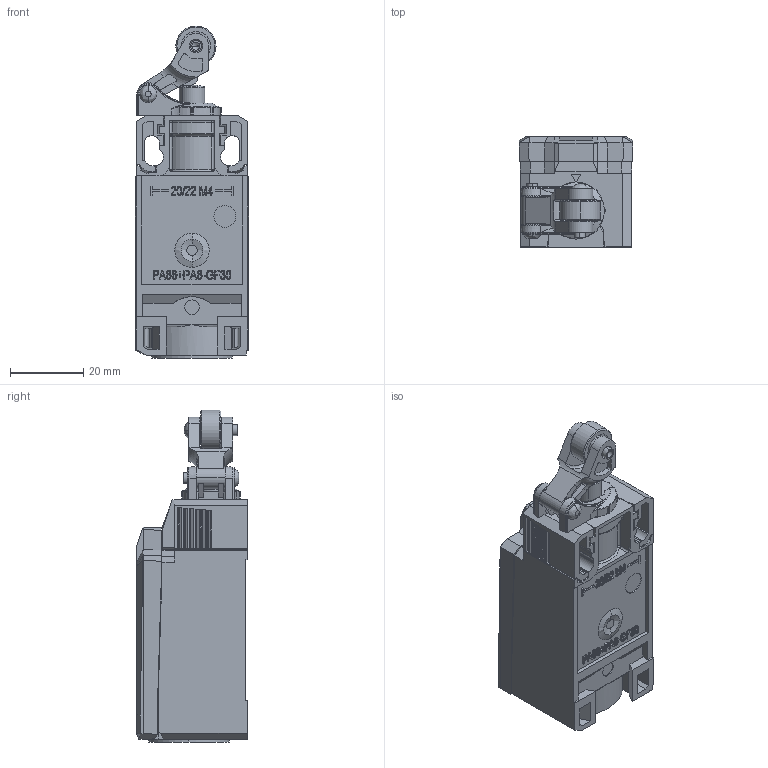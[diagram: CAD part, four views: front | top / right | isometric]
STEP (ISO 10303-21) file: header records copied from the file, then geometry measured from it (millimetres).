
FILE_DESCRIPTION((''),'2;1');
FILE_NAME('6083000221','2016-08-08T',('Yvonne.Storm'),(''),'PRO/ENGINEER BY PARAMETRIC TECHNOLOGY CORPORATION, 2012360','PRO/ENGINEER BY PARAMETRIC TECHNOLOGY CORPORATION, 2012360','');
FILE_SCHEMA(('AUTOMOTIVE_DESIGN { 1 0 10303 214 1 1 1 1 }'));
Products named in the file (1): 6083000221
Bounding box: 31 x 30.3 x 90.92 mm (x, y, z)
Volume: 24869.6 mm3; surface area: 27262.7 mm2
Topology: 3 solids, 3 shells, 1943 faces, 5439 edges, 3512 vertices
Faces by surface type: plane 1070, cylinder 380, extrusion 253, cone 102, torus 77, bspline 43, sphere 18
Entity records: 105900 total; most frequent: CARTESIAN_POINT 18097, ORIENTED_EDGE 10854, DIRECTION 8938, PRESENTATION_STYLE_ASSIGNMENT 7619, STYLED_ITEM 5685, CURVE_STYLE 5680, EDGE_CURVE 5427, VECTOR 3642
